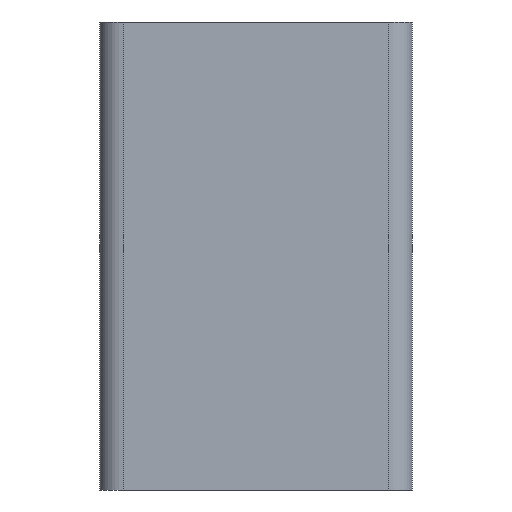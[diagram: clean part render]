
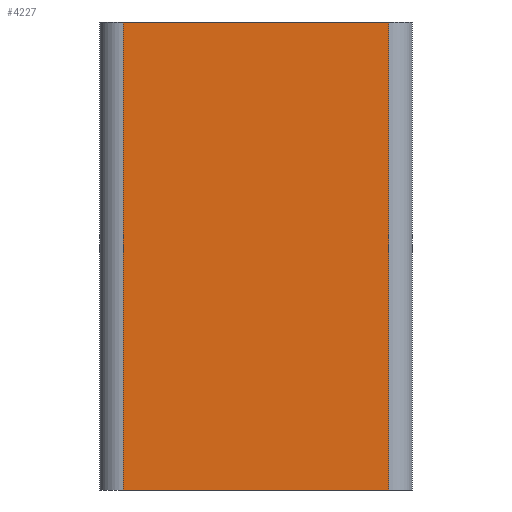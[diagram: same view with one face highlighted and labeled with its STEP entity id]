
A CAD part, left-side view. The second image highlights one B-rep face of the part: STEP entity #4227.
In plain terms, the highlighted planar face has unit normal (-1, 0, 0).
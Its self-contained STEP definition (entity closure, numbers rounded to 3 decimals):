
#2889=CARTESIAN_POINT('',(-10.,8.5,30.0));
#2890=VERTEX_POINT('',#2889);
#2908=CARTESIAN_POINT('',(-10.,8.5,0.0));
#2909=VERTEX_POINT('',#2908);
#2917=CARTESIAN_POINT('',(-10.,8.5,0.0));
#2918=DIRECTION('',(0.0,0.0,1.0));
#2919=VECTOR('',#2918,30.0);
#2920=LINE('',#2917,#2919);
#2921=EDGE_CURVE('',#2909,#2890,#2920,.T.);
#4178=CARTESIAN_POINT('',(-10.,-8.5,30.0));
#4179=VERTEX_POINT('',#4178);
#4187=CARTESIAN_POINT('',(-10.,-8.5,0.0));
#4188=VERTEX_POINT('',#4187);
#4189=CARTESIAN_POINT('',(-10.,-8.5,0.0));
#4190=DIRECTION('',(0.0,0.0,1.0));
#4191=VECTOR('',#4190,30.0);
#4192=LINE('',#4189,#4191);
#4193=EDGE_CURVE('',#4188,#4179,#4192,.T.);
#4206=CARTESIAN_POINT('',(-10.,-8.5,0.0));
#4207=DIRECTION('',(-1.0,0.0,0.0));
#4208=DIRECTION('',(0.0,0.0,1.0));
#4209=AXIS2_PLACEMENT_3D('',#4206,#4207,#4208);
#4210=PLANE('',#4209);
#4211=CARTESIAN_POINT('',(-10.,-8.5,30.0));
#4212=DIRECTION('',(0.0,1.0,0.0));
#4213=VECTOR('',#4212,17.0);
#4214=LINE('',#4211,#4213);
#4215=EDGE_CURVE('',#4179,#2890,#4214,.T.);
#4216=ORIENTED_EDGE('',*,*,#4215,.T.);
#4217=ORIENTED_EDGE('',*,*,#2921,.F.);
#4218=CARTESIAN_POINT('',(-10.,8.5,0.0));
#4219=DIRECTION('',(0.0,-1.0,0.0));
#4220=VECTOR('',#4219,17.0);
#4221=LINE('',#4218,#4220);
#4222=EDGE_CURVE('',#2909,#4188,#4221,.T.);
#4223=ORIENTED_EDGE('',*,*,#4222,.T.);
#4224=ORIENTED_EDGE('',*,*,#4193,.T.);
#4225=EDGE_LOOP('',(#4216,#4217,#4223,#4224));
#4226=FACE_OUTER_BOUND('',#4225,.T.);
#4227=ADVANCED_FACE('',(#4226),#4210,.T.);
